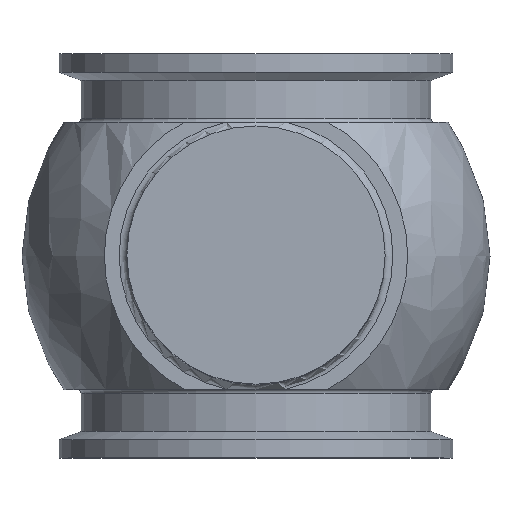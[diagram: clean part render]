
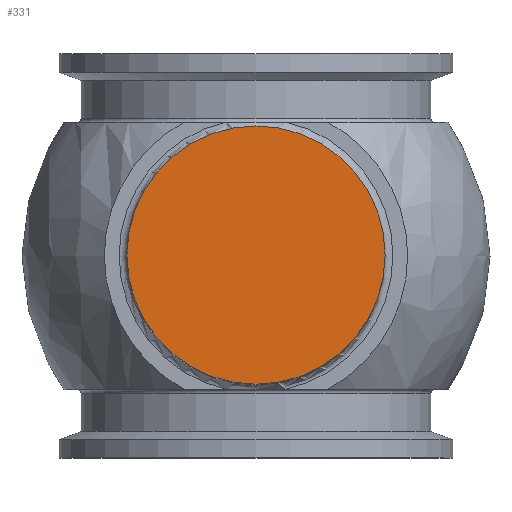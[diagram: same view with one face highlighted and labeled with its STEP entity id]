
A CAD part, top view. The second image highlights one B-rep face of the part: STEP entity #331.
In plain terms, the highlighted planar face has unit normal (0, 0, 1).
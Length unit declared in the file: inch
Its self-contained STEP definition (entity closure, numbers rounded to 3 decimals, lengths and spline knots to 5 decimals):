
#17=PLANE('',#406);
#43=FACE_OUTER_BOUND('',#61,.T.);
#61=EDGE_LOOP('',(#287));
#94=CIRCLE('',#361,1.);
#131=VERTEX_POINT('',#542);
#168=EDGE_CURVE('',#131,#131,#94,.T.);
#287=ORIENTED_EDGE('',*,*,#168,.F.);
#331=ADVANCED_FACE('',(#43),#17,.T.);
#361=AXIS2_PLACEMENT_3D('',#544,#422,#423);
#406=AXIS2_PLACEMENT_3D('',#648,#518,#519);
#422=DIRECTION('center_axis',(0.,0.,-1.));
#423=DIRECTION('ref_axis',(1.,0.,0.));
#518=DIRECTION('center_axis',(0.,0.,1.));
#519=DIRECTION('ref_axis',(1.,0.,0.));
#542=CARTESIAN_POINT('',(1.,0.,4.015));
#544=CARTESIAN_POINT('Origin',(0.,0.,4.015));
#648=CARTESIAN_POINT('Origin',(-3.39902,-6.13447,4.015));
